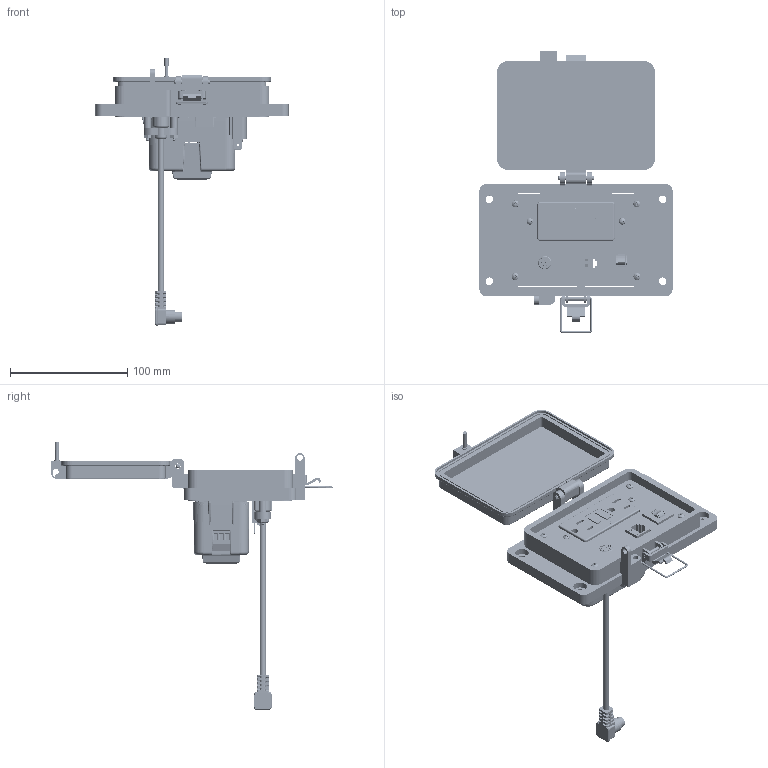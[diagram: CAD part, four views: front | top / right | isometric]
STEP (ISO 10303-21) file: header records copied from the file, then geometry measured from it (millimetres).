
FILE_DESCRIPTION (( 'STEP AP203' ), '1' );
FILE_NAME ('P-A14R2-M3RF5_3D.STEP', '2022-02-08T15:01:10', ( '' ), ( '' ), 'SwSTEP 2.0', 'SolidWorks 2021', '' );
FILE_SCHEMA (( 'CONFIG_CONTROL_DESIGN' ));
Length unit declared in the file: millimetre
Products named in the file (23): Z-000-440112FH_90273A119; Z-000-4-201_2PPHPLST_90380A110; P-A14R2-M3RF5_BP180_1; P-A14R2-M3RF5_3D; 92005A124_METRIC PAN HEAD PHILLIPS MACHINE SCREW_92005A124; P-A14R2-M3RF5_TP240_2; P-A14R2-M3RF5_TP060_1; Z-200-OTLT-RIOF-15A_WOE; Z-002-4401_4HN_90675A005; Z-300-RJ45CAT5; RF_WOE; Z-CB-SM; Z-000-4243316TFP; R2; Z-H-M3_B; P-A14R2-M3RF5_FP060_1; Z-001-SPR_7_8; Z-120-RIOF-SHELL_WOE; A14; -M3; Z-020-1013; CBX; Z-200-OTLT-GFIH-15A_sheared
Assembly tree (30 placements, depth 4):
  P-A14R2-M3RF5_3D
    P-A14R2-M3RF5_BP180_1
    -M3
      Z-H-M3_B
    P-A14R2-M3RF5_FP060_1
    P-A14R2-M3RF5_TP060_1
    P-A14R2-M3RF5_TP240_2
    Z-000-440112FH_90273A119  x2
    Z-000-4243316TFP  x2
    A14
      Z-020-1013
    Z-001-SPR_7_8  x2
    Z-002-4401_4HN_90675A005  x2
    R2
      Z-300-RJ45CAT5
    CBX
      Z-CB-SM
    RF_WOE
      Z-200-OTLT-RIOF-15A_WOE
        Z-120-RIOF-SHELL_WOE
        Z-200-OTLT-GFIH-15A_sheared
    Z-000-4-201_2PPHPLST_90380A110  x2
    92005A124_METRIC PAN HEAD PHILLIPS MACHINE SCREW_92005A124  x4
Bounding box: 164.96 x 240.59 x 228.46 mm (x, y, z)
Volume: 372996.3 mm3; surface area: 222931.3 mm2
Topology: 50 solids, 56 shells, 6900 faces, 18334 edges, 11712 vertices
Faces by surface type: cylinder 2617, plane 2545, bspline 1312, cone 250, sphere 96, torus 80
Entity records: 248467 total; most frequent: CARTESIAN_POINT 116261, ORIENTED_EDGE 30344, DIRECTION 21921, EDGE_CURVE 15172, VERTEX_POINT 9638, LINE 8489, VECTOR 8489, AXIS2_PLACEMENT_3D 6716
